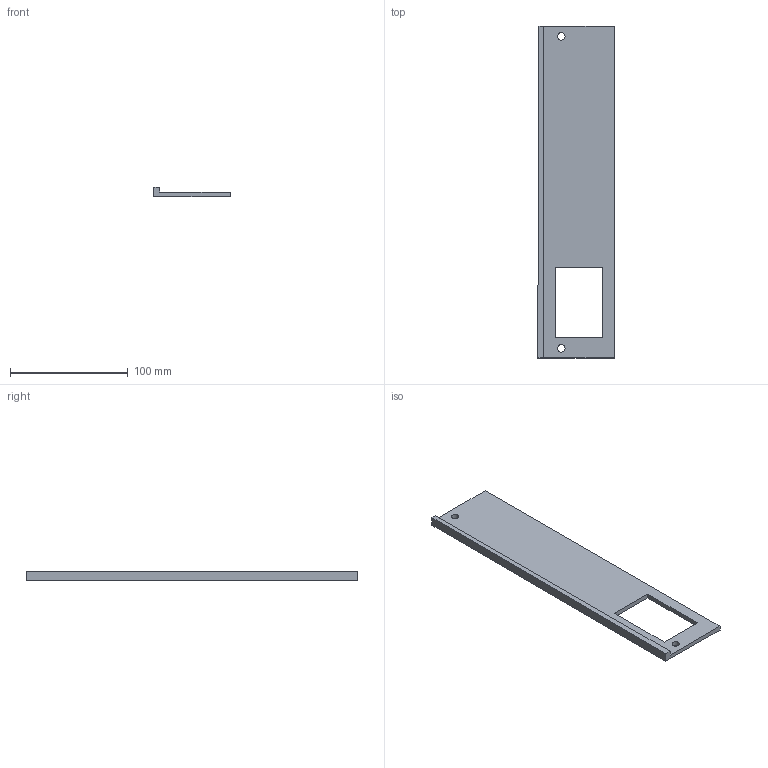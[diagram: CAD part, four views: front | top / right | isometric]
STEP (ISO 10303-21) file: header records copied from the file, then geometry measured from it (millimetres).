
FILE_DESCRIPTION(('HOOPS Exchange Step'),'2;1');
FILE_NAME('temp_export','2024-05-03T03:44:02+02:00',('Hacked'),('Shapr3D Limited'),'HOOPS Exchange 2024.2','Shapr3D','Authorized');
FILE_SCHEMA( ('AUTOMOTIVE_DESIGN { 1 0 10303 214 1 1 1 1 }') );
Length unit declared in the file: millimetre
Products named in the file (1): root
Bounding box: 64.99 x 282 x 8 mm (x, y, z)
Volume: 66075.3 mm3; surface area: 39000.1 mm2
Topology: 1 solids, 1 shells, 198 faces, 544 edges, 364 vertices
Faces by surface type: plane 111, bspline 85, cylinder 2
Full cylindrical faces by diameter (mm): 6.4 x2
Entity records: 7303 total; most frequent: CARTESIAN_POINT 2788, ORIENTED_EDGE 1088, DIRECTION 610, EDGE_CURVE 544, VECTOR 366, LINE 366, VERTEX_POINT 364, EDGE_LOOP 220
